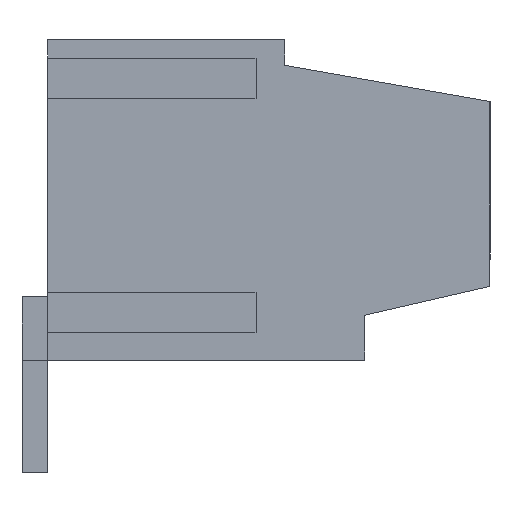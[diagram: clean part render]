
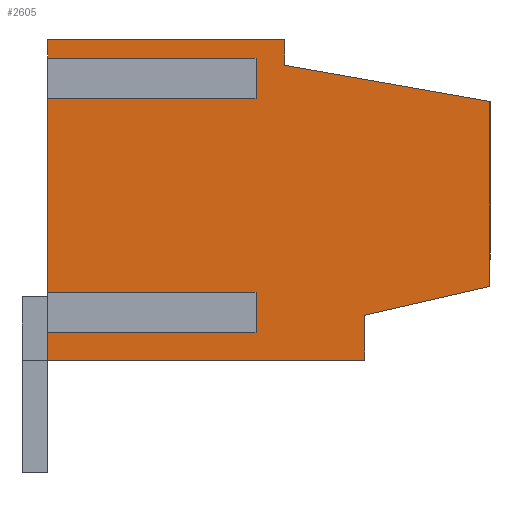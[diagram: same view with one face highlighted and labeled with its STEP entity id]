
A CAD part, left-side view. The second image highlights one B-rep face of the part: STEP entity #2605.
In plain terms, the highlighted planar face has unit normal (-1, 0, 0).
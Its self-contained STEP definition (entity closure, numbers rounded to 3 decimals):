
#2473=AXIS2_PLACEMENT_3D('Plane Axis2P3D',#2470,#2471,#2472) ;
#2470=CARTESIAN_POINT('Axis2P3D Location',(0.55,14.6,0.)) ;
#2475=CARTESIAN_POINT('Line Origine',(0.55,13.8,8.65)) ;
#2479=CARTESIAN_POINT('Vertex',(0.55,13.8,11.994)) ;
#2481=CARTESIAN_POINT('Vertex',(0.55,13.8,5.306)) ;
#2484=CARTESIAN_POINT('Line Origine',(0.55,10.55,5.306)) ;
#2488=CARTESIAN_POINT('Vertex',(0.55,7.3,5.306)) ;
#2491=CARTESIAN_POINT('Line Origine',(0.55,7.3,5.)) ;
#2495=CARTESIAN_POINT('Vertex',(0.55,7.3,4.694)) ;
#2498=CARTESIAN_POINT('Line Origine',(0.55,10.55,4.694)) ;
#2502=CARTESIAN_POINT('Vertex',(0.55,13.8,4.694)) ;
#2505=CARTESIAN_POINT('Line Origine',(0.55,13.8,4.097)) ;
#2509=CARTESIAN_POINT('Vertex',(0.55,13.8,3.5)) ;
#2512=CARTESIAN_POINT('Line Origine',(0.55,8.85,3.5)) ;
#2516=CARTESIAN_POINT('Vertex',(0.55,3.9,3.5)) ;
#2519=CARTESIAN_POINT('Line Origine',(0.55,3.9,4.2)) ;
#2523=CARTESIAN_POINT('Vertex',(0.55,3.9,4.9)) ;
#2526=CARTESIAN_POINT('Line Origine',(0.55,1.95,5.35)) ;
#2530=CARTESIAN_POINT('Vertex',(0.55,0.,5.8)) ;
#2533=CARTESIAN_POINT('Line Origine',(0.55,0.,8.686)) ;
#2537=CARTESIAN_POINT('Vertex',(0.55,0.,11.572)) ;
#2540=CARTESIAN_POINT('Line Origine',(0.55,3.2,12.136)) ;
#2544=CARTESIAN_POINT('Vertex',(0.55,6.4,12.7)) ;
#2547=CARTESIAN_POINT('Line Origine',(0.55,6.4,13.1)) ;
#2551=CARTESIAN_POINT('Vertex',(0.55,6.4,13.5)) ;
#2554=CARTESIAN_POINT('Line Origine',(0.55,10.1,13.5)) ;
#2558=CARTESIAN_POINT('Vertex',(0.55,13.8,13.5)) ;
#2561=CARTESIAN_POINT('Line Origine',(0.55,13.8,13.053)) ;
#2565=CARTESIAN_POINT('Vertex',(0.55,13.8,12.606)) ;
#2568=CARTESIAN_POINT('Line Origine',(0.55,10.55,12.606)) ;
#2572=CARTESIAN_POINT('Vertex',(0.55,7.3,12.606)) ;
#2575=CARTESIAN_POINT('Line Origine',(0.55,7.3,12.3)) ;
#2579=CARTESIAN_POINT('Vertex',(0.55,7.3,11.994)) ;
#2582=CARTESIAN_POINT('Line Origine',(0.55,10.55,11.994)) ;
#2471=DIRECTION('Axis2P3D Direction',(-1.,0.,0.)) ;
#2472=DIRECTION('Axis2P3D XDirection',(0.,-1.,0.)) ;
#2476=DIRECTION('Vector Direction',(0.,0.,-1.)) ;
#2485=DIRECTION('Vector Direction',(0.,-1.,0.)) ;
#2492=DIRECTION('Vector Direction',(0.,0.,-1.)) ;
#2499=DIRECTION('Vector Direction',(0.,-1.,0.)) ;
#2506=DIRECTION('Vector Direction',(0.,0.,-1.)) ;
#2513=DIRECTION('Vector Direction',(0.,-1.,0.)) ;
#2520=DIRECTION('Vector Direction',(0.,0.,1.)) ;
#2527=DIRECTION('Vector Direction',(0.,-0.974,0.225)) ;
#2534=DIRECTION('Vector Direction',(0.,0.,1.)) ;
#2541=DIRECTION('Vector Direction',(0.,0.985,0.174)) ;
#2548=DIRECTION('Vector Direction',(0.,0.,1.)) ;
#2555=DIRECTION('Vector Direction',(0.,1.,0.)) ;
#2562=DIRECTION('Vector Direction',(0.,0.,-1.)) ;
#2569=DIRECTION('Vector Direction',(0.,-1.,0.)) ;
#2576=DIRECTION('Vector Direction',(0.,0.,-1.)) ;
#2583=DIRECTION('Vector Direction',(0.,-1.,0.)) ;
#2477=VECTOR('Line Direction',#2476,1.) ;
#2486=VECTOR('Line Direction',#2485,1.) ;
#2493=VECTOR('Line Direction',#2492,1.) ;
#2500=VECTOR('Line Direction',#2499,1.) ;
#2507=VECTOR('Line Direction',#2506,1.) ;
#2514=VECTOR('Line Direction',#2513,1.) ;
#2521=VECTOR('Line Direction',#2520,1.) ;
#2528=VECTOR('Line Direction',#2527,1.) ;
#2535=VECTOR('Line Direction',#2534,1.) ;
#2542=VECTOR('Line Direction',#2541,1.) ;
#2549=VECTOR('Line Direction',#2548,1.) ;
#2556=VECTOR('Line Direction',#2555,1.) ;
#2563=VECTOR('Line Direction',#2562,1.) ;
#2570=VECTOR('Line Direction',#2569,1.) ;
#2577=VECTOR('Line Direction',#2576,1.) ;
#2584=VECTOR('Line Direction',#2583,1.) ;
#2588=ORIENTED_EDGE('',*,*,#2483,.T.) ;
#2589=ORIENTED_EDGE('',*,*,#2490,.T.) ;
#2590=ORIENTED_EDGE('',*,*,#2497,.T.) ;
#2591=ORIENTED_EDGE('',*,*,#2504,.F.) ;
#2592=ORIENTED_EDGE('',*,*,#2511,.T.) ;
#2593=ORIENTED_EDGE('',*,*,#2518,.T.) ;
#2594=ORIENTED_EDGE('',*,*,#2525,.T.) ;
#2595=ORIENTED_EDGE('',*,*,#2532,.T.) ;
#2596=ORIENTED_EDGE('',*,*,#2539,.T.) ;
#2597=ORIENTED_EDGE('',*,*,#2546,.T.) ;
#2598=ORIENTED_EDGE('',*,*,#2553,.T.) ;
#2599=ORIENTED_EDGE('',*,*,#2560,.T.) ;
#2600=ORIENTED_EDGE('',*,*,#2567,.T.) ;
#2601=ORIENTED_EDGE('',*,*,#2574,.T.) ;
#2602=ORIENTED_EDGE('',*,*,#2581,.T.) ;
#2603=ORIENTED_EDGE('',*,*,#2586,.F.) ;
#2605=ADVANCED_FACE('HOUSING',(#2604),#2474,.T.) ;
#2483=EDGE_CURVE('',#2480,#2482,#2478,.T.) ;
#2490=EDGE_CURVE('',#2482,#2489,#2487,.T.) ;
#2497=EDGE_CURVE('',#2489,#2496,#2494,.T.) ;
#2504=EDGE_CURVE('',#2503,#2496,#2501,.T.) ;
#2511=EDGE_CURVE('',#2503,#2510,#2508,.T.) ;
#2518=EDGE_CURVE('',#2510,#2517,#2515,.T.) ;
#2525=EDGE_CURVE('',#2517,#2524,#2522,.T.) ;
#2532=EDGE_CURVE('',#2524,#2531,#2529,.T.) ;
#2539=EDGE_CURVE('',#2531,#2538,#2536,.T.) ;
#2546=EDGE_CURVE('',#2538,#2545,#2543,.T.) ;
#2553=EDGE_CURVE('',#2545,#2552,#2550,.T.) ;
#2560=EDGE_CURVE('',#2552,#2559,#2557,.T.) ;
#2567=EDGE_CURVE('',#2559,#2566,#2564,.T.) ;
#2574=EDGE_CURVE('',#2566,#2573,#2571,.T.) ;
#2581=EDGE_CURVE('',#2573,#2580,#2578,.T.) ;
#2586=EDGE_CURVE('',#2480,#2580,#2585,.T.) ;
#2587=EDGE_LOOP('',(#2588,#2589,#2590,#2591,#2592,#2593,#2594,#2595,#2596,#2597,#2598,#2599,#2600,#2601,#2602,#2603)) ;
#2604=FACE_OUTER_BOUND('',#2587,.T.) ;
#2478=LINE('Line',#2475,#2477) ;
#2487=LINE('Line',#2484,#2486) ;
#2494=LINE('Line',#2491,#2493) ;
#2501=LINE('Line',#2498,#2500) ;
#2508=LINE('Line',#2505,#2507) ;
#2515=LINE('Line',#2512,#2514) ;
#2522=LINE('Line',#2519,#2521) ;
#2529=LINE('Line',#2526,#2528) ;
#2536=LINE('Line',#2533,#2535) ;
#2543=LINE('Line',#2540,#2542) ;
#2550=LINE('Line',#2547,#2549) ;
#2557=LINE('Line',#2554,#2556) ;
#2564=LINE('Line',#2561,#2563) ;
#2571=LINE('Line',#2568,#2570) ;
#2578=LINE('Line',#2575,#2577) ;
#2585=LINE('Line',#2582,#2584) ;
#2474=PLANE('',#2473) ;
#2480=VERTEX_POINT('',#2479) ;
#2482=VERTEX_POINT('',#2481) ;
#2489=VERTEX_POINT('',#2488) ;
#2496=VERTEX_POINT('',#2495) ;
#2503=VERTEX_POINT('',#2502) ;
#2510=VERTEX_POINT('',#2509) ;
#2517=VERTEX_POINT('',#2516) ;
#2524=VERTEX_POINT('',#2523) ;
#2531=VERTEX_POINT('',#2530) ;
#2538=VERTEX_POINT('',#2537) ;
#2545=VERTEX_POINT('',#2544) ;
#2552=VERTEX_POINT('',#2551) ;
#2559=VERTEX_POINT('',#2558) ;
#2566=VERTEX_POINT('',#2565) ;
#2573=VERTEX_POINT('',#2572) ;
#2580=VERTEX_POINT('',#2579) ;
